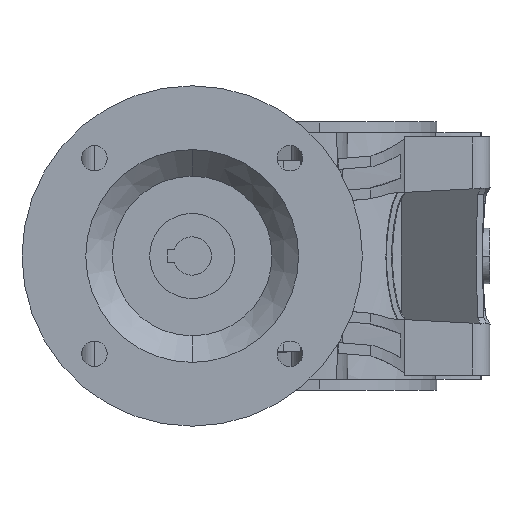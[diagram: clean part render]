
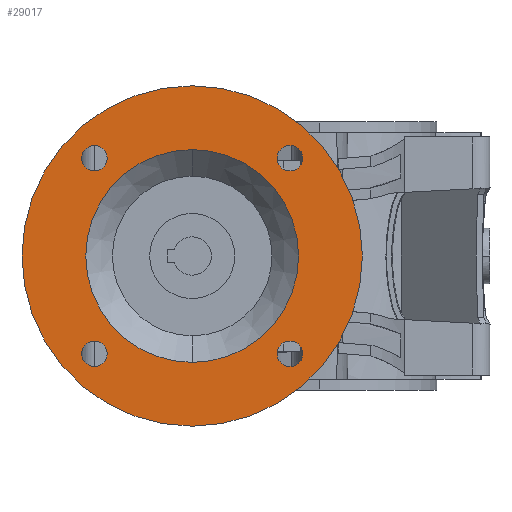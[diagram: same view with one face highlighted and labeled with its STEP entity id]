
A CAD part, left-side view. The second image highlights one B-rep face of the part: STEP entity #29017.
In plain terms, the highlighted planar face has unit normal (-1, 0, 0).
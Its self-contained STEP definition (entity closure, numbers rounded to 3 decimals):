
#28554=CARTESIAN_POINT('',(-11.,0.,0.));
#28555=DIRECTION('',(-1.,0.,0.));
#28556=DIRECTION('',(0.,0.,1.));
#28557=AXIS2_PLACEMENT_3D('',#28554,#28555,#28556);
#28559=CARTESIAN_POINT('',(-11.,0.,0.));
#28560=DIRECTION('',(-1.,0.,0.));
#28561=DIRECTION('',(0.,0.,-1.));
#28562=AXIS2_PLACEMENT_3D('',#28559,#28560,#28561);
#28564=CARTESIAN_POINT('',(-11.,22.981,-22.981));
#28565=DIRECTION('',(1.,0.,0.));
#28566=DIRECTION('',(0.,0.,-1.));
#28567=AXIS2_PLACEMENT_3D('',#28564,#28565,#28566);
#28569=CARTESIAN_POINT('',(-11.,22.981,-22.981));
#28570=DIRECTION('',(1.,0.,0.));
#28571=DIRECTION('',(0.,0.,1.));
#28572=AXIS2_PLACEMENT_3D('',#28569,#28570,#28571);
#28574=CARTESIAN_POINT('',(-11.,-22.981,-22.981));
#28575=DIRECTION('',(1.,0.,0.));
#28576=DIRECTION('',(0.,0.,-1.));
#28577=AXIS2_PLACEMENT_3D('',#28574,#28575,#28576);
#28579=CARTESIAN_POINT('',(-11.,-22.981,-22.981));
#28580=DIRECTION('',(1.,0.,0.));
#28581=DIRECTION('',(0.,0.,1.));
#28582=AXIS2_PLACEMENT_3D('',#28579,#28580,#28581);
#28584=CARTESIAN_POINT('',(-11.,-22.981,22.981));
#28585=DIRECTION('',(1.,0.,0.));
#28586=DIRECTION('',(0.,0.,-1.));
#28587=AXIS2_PLACEMENT_3D('',#28584,#28585,#28586);
#28589=CARTESIAN_POINT('',(-11.,-22.981,22.981));
#28590=DIRECTION('',(1.,0.,0.));
#28591=DIRECTION('',(0.,0.,1.));
#28592=AXIS2_PLACEMENT_3D('',#28589,#28590,#28591);
#28594=CARTESIAN_POINT('',(-11.,22.981,22.981));
#28595=DIRECTION('',(1.,0.,0.));
#28596=DIRECTION('',(0.,0.,-1.));
#28597=AXIS2_PLACEMENT_3D('',#28594,#28595,#28596);
#28599=CARTESIAN_POINT('',(-11.,22.981,22.981));
#28600=DIRECTION('',(1.,0.,0.));
#28601=DIRECTION('',(0.,0.,1.));
#28602=AXIS2_PLACEMENT_3D('',#28599,#28600,#28601);
#28604=CARTESIAN_POINT('',(-11.,0.,0.));
#28605=DIRECTION('',(1.,0.,0.));
#28606=DIRECTION('',(0.,0.,-1.));
#28607=AXIS2_PLACEMENT_3D('',#28604,#28605,#28606);
#28609=CARTESIAN_POINT('',(-11.,0.,0.));
#28610=DIRECTION('',(1.,0.,0.));
#28611=DIRECTION('',(0.,0.,1.));
#28612=AXIS2_PLACEMENT_3D('',#28609,#28610,#28611);
#28826=CARTESIAN_POINT('',(-11.,22.981,-25.981));
#28828=VERTEX_POINT('',#28826);
#28834=CARTESIAN_POINT('',(-11.,22.981,-19.981));
#28836=VERTEX_POINT('',#28834);
#28838=CARTESIAN_POINT('',(-11.,0.,-25.));
#28840=VERTEX_POINT('',#28838);
#28848=CARTESIAN_POINT('',(-11.,-22.981,-25.981));
#28849=CARTESIAN_POINT('',(-11.,-22.981,-19.981));
#28850=VERTEX_POINT('',#28848);
#28851=VERTEX_POINT('',#28849);
#28852=CARTESIAN_POINT('',(-11.,-22.981,19.981));
#28853=CARTESIAN_POINT('',(-11.,-22.981,25.981));
#28854=VERTEX_POINT('',#28852);
#28855=VERTEX_POINT('',#28853);
#28864=CARTESIAN_POINT('',(-11.,0.,-40.));
#28865=VERTEX_POINT('',#28864);
#28866=CARTESIAN_POINT('',(-11.,0.,25.));
#28867=VERTEX_POINT('',#28866);
#28886=CARTESIAN_POINT('',(-11.,22.981,19.981));
#28887=CARTESIAN_POINT('',(-11.,22.981,25.981));
#28888=VERTEX_POINT('',#28886);
#28889=VERTEX_POINT('',#28887);
#28892=CARTESIAN_POINT('',(-11.,0.,40.));
#28893=VERTEX_POINT('',#28892);
#28979=CARTESIAN_POINT('',(-11.,25.,0.));
#28980=DIRECTION('',(1.,0.,0.));
#28981=DIRECTION('',(0.,0.,-1.));
#28982=AXIS2_PLACEMENT_3D('',#28979,#28980,#28981);
#28983=PLANE('',#28982);
#28984=ORIENTED_EDGE('',*,*,#28959,.F.);
#28985=ORIENTED_EDGE('',*,*,#28972,.F.);
#28986=EDGE_LOOP('',(#28984,#28985));
#28987=FACE_OUTER_BOUND('',#28986,.F.);
#28989=ORIENTED_EDGE('',*,*,#28988,.F.);
#28990=ORIENTED_EDGE('',*,*,#28903,.F.);
#28991=EDGE_LOOP('',(#28989,#28990));
#28992=FACE_BOUND('',#28991,.F.);
#28994=ORIENTED_EDGE('',*,*,#28993,.F.);
#28996=ORIENTED_EDGE('',*,*,#28995,.F.);
#28997=EDGE_LOOP('',(#28994,#28996));
#28998=FACE_BOUND('',#28997,.F.);
#29000=ORIENTED_EDGE('',*,*,#28999,.F.);
#29002=ORIENTED_EDGE('',*,*,#29001,.F.);
#29003=EDGE_LOOP('',(#29000,#29002));
#29004=FACE_BOUND('',#29003,.F.);
#29006=ORIENTED_EDGE('',*,*,#29005,.F.);
#29008=ORIENTED_EDGE('',*,*,#29007,.F.);
#29009=EDGE_LOOP('',(#29006,#29008));
#29010=FACE_BOUND('',#29009,.F.);
#29012=ORIENTED_EDGE('',*,*,#29011,.F.);
#29014=ORIENTED_EDGE('',*,*,#29013,.F.);
#29015=EDGE_LOOP('',(#29012,#29014));
#29016=FACE_BOUND('',#29015,.F.);
#29017=ADVANCED_FACE('',(#28987,#28992,#28998,#29004,#29010,#29016),#28983,.F.);
#28558=CIRCLE('',#28557,40.);
#28563=CIRCLE('',#28562,40.);
#28568=CIRCLE('',#28567,3.);
#28573=CIRCLE('',#28572,3.);
#28578=CIRCLE('',#28577,3.);
#28583=CIRCLE('',#28582,3.);
#28588=CIRCLE('',#28587,3.);
#28593=CIRCLE('',#28592,3.);
#28598=CIRCLE('',#28597,3.);
#28603=CIRCLE('',#28602,3.);
#28608=CIRCLE('',#28607,25.);
#28613=CIRCLE('',#28612,25.);
#28903=EDGE_CURVE('',#28836,#28828,#28573,.T.);
#28959=EDGE_CURVE('',#28893,#28865,#28558,.T.);
#28972=EDGE_CURVE('',#28865,#28893,#28563,.T.);
#28988=EDGE_CURVE('',#28828,#28836,#28568,.T.);
#28993=EDGE_CURVE('',#28850,#28851,#28578,.T.);
#28995=EDGE_CURVE('',#28851,#28850,#28583,.T.);
#28999=EDGE_CURVE('',#28854,#28855,#28588,.T.);
#29001=EDGE_CURVE('',#28855,#28854,#28593,.T.);
#29005=EDGE_CURVE('',#28888,#28889,#28598,.T.);
#29007=EDGE_CURVE('',#28889,#28888,#28603,.T.);
#29011=EDGE_CURVE('',#28840,#28867,#28608,.T.);
#29013=EDGE_CURVE('',#28867,#28840,#28613,.T.);
